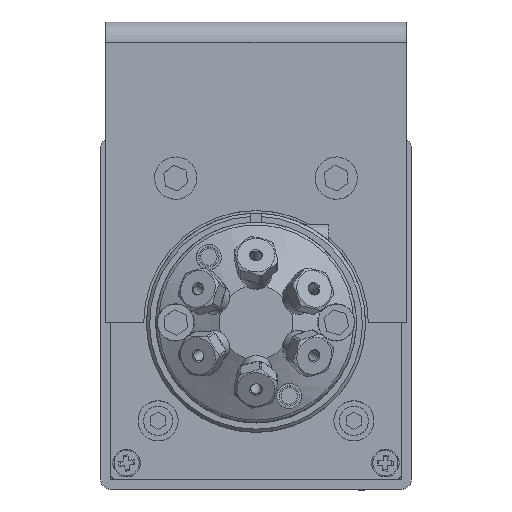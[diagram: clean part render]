
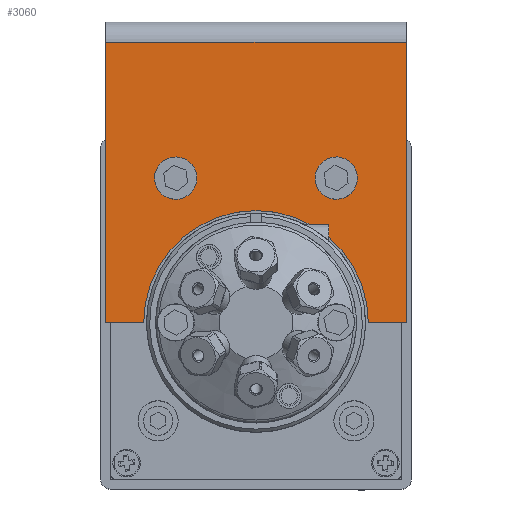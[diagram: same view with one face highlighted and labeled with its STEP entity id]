
A CAD part, top view. The second image highlights one B-rep face of the part: STEP entity #3060.
In plain terms, the highlighted planar face has unit normal (0, 0, 1).
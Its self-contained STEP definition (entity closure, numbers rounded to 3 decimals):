
#2663=CARTESIAN_POINT('',(3.175,20.955,24.526));
#2664=VERTEX_POINT('',#2663);
#2671=CARTESIAN_POINT('',(-2.857,20.955,24.526));
#2672=VERTEX_POINT('',#2671);
#2673=CARTESIAN_POINT('',(-2.857,20.955,24.526));
#2674=DIRECTION('',(1.0,0.0,0.0));
#2675=VECTOR('',#2674,6.032);
#2676=LINE('',#2673,#2675);
#2677=EDGE_CURVE('',#2672,#2664,#2676,.T.);
#2711=CARTESIAN_POINT('',(38.735,20.955,24.526));
#2712=VERTEX_POINT('',#2711);
#2719=CARTESIAN_POINT('',(20.955,20.955,24.526));
#2720=DIRECTION('',(0.0,0.0,-1.0));
#2721=DIRECTION('',(-1.0,0.0,0.0));
#2722=AXIS2_PLACEMENT_3D('',#2719,#2720,#2721);
#2723=CIRCLE('',#2722,17.78);
#2724=EDGE_CURVE('',#2664,#2712,#2723,.T.);
#2910=CARTESIAN_POINT('',(44.768,20.955,24.526));
#2911=VERTEX_POINT('',#2910);
#2918=CARTESIAN_POINT('',(38.735,20.955,24.526));
#2919=DIRECTION('',(1.0,0.0,0.0));
#2920=VECTOR('',#2919,6.033);
#2921=LINE('',#2918,#2920);
#2922=EDGE_CURVE('',#2712,#2911,#2921,.T.);
#2987=CARTESIAN_POINT('',(44.768,65.405,24.526));
#2988=VERTEX_POINT('',#2987);
#2997=CARTESIAN_POINT('',(-2.857,65.405,24.526));
#2998=VERTEX_POINT('',#2997);
#3006=CARTESIAN_POINT('',(-2.857,65.405,24.526));
#3007=DIRECTION('',(1.0,0.0,0.0));
#3008=VECTOR('',#3007,47.625);
#3009=LINE('',#3006,#3008);
#3010=EDGE_CURVE('',#2998,#2988,#3009,.T.);
#3015=CARTESIAN_POINT('',(-2.857,20.955,24.526));
#3016=DIRECTION('',(0.0,0.0,1.0));
#3017=DIRECTION('',(-1.0,0.0,0.0));
#3018=AXIS2_PLACEMENT_3D('',#3015,#3016,#3017);
#3019=PLANE('',#3018);
#3020=ORIENTED_EDGE('',*,*,#3010,.F.);
#3021=CARTESIAN_POINT('',(-2.857,20.955,24.526));
#3022=DIRECTION('',(0.0,1.0,0.0));
#3023=VECTOR('',#3022,44.45);
#3024=LINE('',#3021,#3023);
#3025=EDGE_CURVE('',#2672,#2998,#3024,.T.);
#3026=ORIENTED_EDGE('',*,*,#3025,.F.);
#3027=ORIENTED_EDGE('',*,*,#2677,.T.);
#3028=ORIENTED_EDGE('',*,*,#2724,.T.);
#3029=ORIENTED_EDGE('',*,*,#2922,.T.);
#3030=CARTESIAN_POINT('',(44.768,20.955,24.526));
#3031=DIRECTION('',(0.0,1.0,0.0));
#3032=VECTOR('',#3031,44.45);
#3033=LINE('',#3030,#3032);
#3034=EDGE_CURVE('',#2911,#2988,#3033,.T.);
#3035=ORIENTED_EDGE('',*,*,#3034,.T.);
#3036=EDGE_LOOP('',(#3020,#3026,#3027,#3028,#3029,#3035));
#3037=FACE_OUTER_BOUND('',#3036,.T.);
#3038=CARTESIAN_POINT('',(31.495,43.866,24.526));
#3039=VERTEX_POINT('',#3038);
#3040=CARTESIAN_POINT('',(33.655,43.866,24.526));
#3041=DIRECTION('',(0.0,0.0,-1.0));
#3042=DIRECTION('',(-1.0,0.0,0.0));
#3043=AXIS2_PLACEMENT_3D('',#3040,#3041,#3042);
#3044=CIRCLE('',#3043,2.16);
#3045=EDGE_CURVE('',#3039,#3039,#3044,.T.);
#3046=ORIENTED_EDGE('',*,*,#3045,.T.);
#3047=EDGE_LOOP('',(#3046));
#3048=FACE_BOUND('',#3047,.T.);
#3049=CARTESIAN_POINT('',(6.095,43.866,24.526));
#3050=VERTEX_POINT('',#3049);
#3051=CARTESIAN_POINT('',(8.255,43.866,24.526));
#3052=DIRECTION('',(0.0,0.0,-1.0));
#3053=DIRECTION('',(-1.0,0.0,0.0));
#3054=AXIS2_PLACEMENT_3D('',#3051,#3052,#3053);
#3055=CIRCLE('',#3054,2.16);
#3056=EDGE_CURVE('',#3050,#3050,#3055,.T.);
#3057=ORIENTED_EDGE('',*,*,#3056,.T.);
#3058=EDGE_LOOP('',(#3057));
#3059=FACE_BOUND('',#3058,.T.);
#3060=ADVANCED_FACE('',(#3037,#3048,#3059),#3019,.T.);
